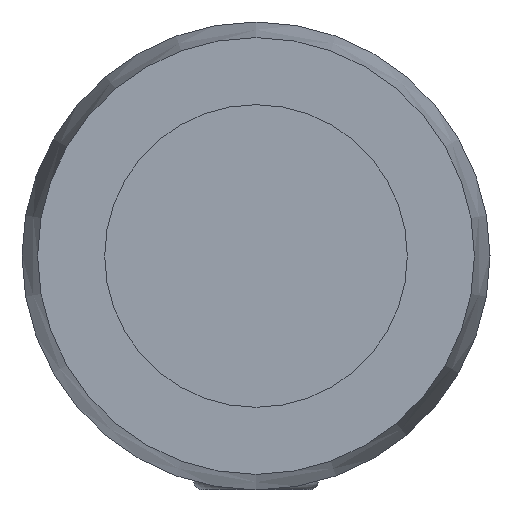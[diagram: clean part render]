
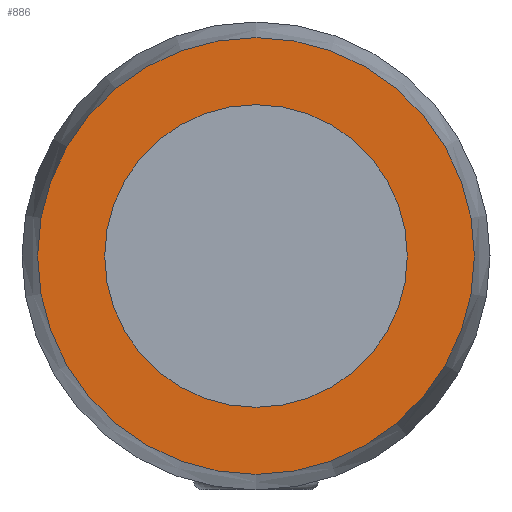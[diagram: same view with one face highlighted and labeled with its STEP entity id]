
A CAD part, left-side view. The second image highlights one B-rep face of the part: STEP entity #886.
In plain terms, the highlighted planar face has unit normal (-1, 0, 0).
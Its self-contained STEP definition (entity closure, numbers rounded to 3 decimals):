
#324=PLANE('',#3446);
#886=ADVANCED_FACE('',(#1103,#1104),#324,.F.);
#1103=FACE_BOUND('',#1271,.T.);
#1104=FACE_BOUND('',#1272,.T.);
#1271=EDGE_LOOP('',(#1902));
#1272=EDGE_LOOP('',(#1903));
#1902=ORIENTED_EDGE('',*,*,#2540,.T.);
#1903=ORIENTED_EDGE('',*,*,#2859,.F.);
#2261=VERTEX_POINT('',#4541);
#2490=VERTEX_POINT('',#5744);
#2540=EDGE_CURVE('',#2261,#2261,#2987,.T.);
#2859=EDGE_CURVE('',#2490,#2490,#3110,.T.);
#2987=CIRCLE('',#3191,4.85);
#3110=CIRCLE('',#3445,7.);
#3191=AXIS2_PLACEMENT_3D('',#4540,#3590,#3591);
#3445=AXIS2_PLACEMENT_3D('',#5743,#4221,#4222);
#3446=AXIS2_PLACEMENT_3D('',#5745,#4223,#4224);
#3590=DIRECTION('',(1.,0.,0.));
#3591=DIRECTION('',(0.,0.,-1.));
#4221=DIRECTION('',(1.,0.,0.));
#4222=DIRECTION('',(0.,0.,1.));
#4223=DIRECTION('',(1.,0.,0.));
#4224=DIRECTION('',(0.,0.,-1.));
#4540=CARTESIAN_POINT('',(118.6,50.,0.));
#4541=CARTESIAN_POINT('',(118.6,50.,-4.85));
#5743=CARTESIAN_POINT('',(118.6,50.,0.));
#5744=CARTESIAN_POINT('',(118.6,50.,7.));
#5745=CARTESIAN_POINT('',(118.6,50.,0.));
